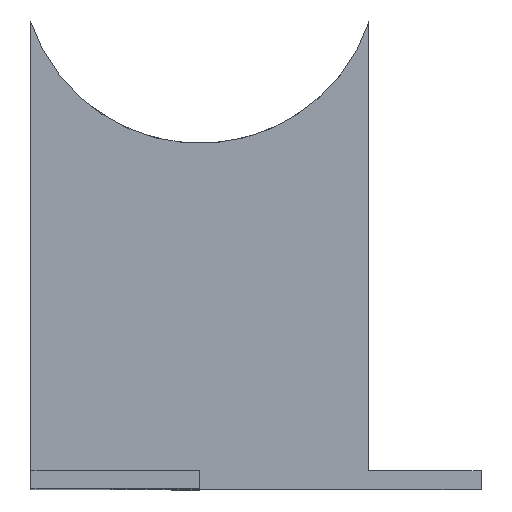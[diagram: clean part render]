
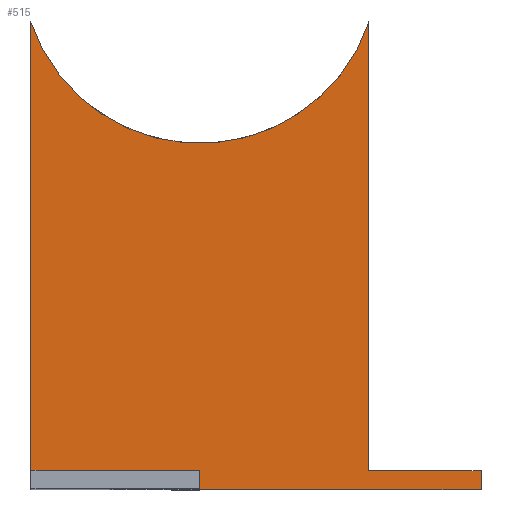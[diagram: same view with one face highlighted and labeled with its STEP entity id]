
A CAD part, top view. The second image highlights one B-rep face of the part: STEP entity #515.
In plain terms, the highlighted planar face has unit normal (0, 0, 1).
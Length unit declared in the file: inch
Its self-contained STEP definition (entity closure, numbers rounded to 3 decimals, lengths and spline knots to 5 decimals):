
#19=LINE('',#735,#67);
#23=LINE('',#743,#71);
#38=LINE('',#775,#86);
#43=LINE('',#784,#91);
#62=LINE('',#895,#110);
#65=LINE('',#900,#113);
#66=LINE('',#902,#114);
#67=VECTOR('',#602,0.3937);
#71=VECTOR('',#608,0.3937);
#86=VECTOR('',#633,0.3937);
#91=VECTOR('',#640,0.3937);
#110=VECTOR('',#703,0.3937);
#113=VECTOR('',#710,0.3937);
#114=VECTOR('',#713,0.3937);
#131=PLANE('',#578);
#171=FACE_OUTER_BOUND('',#207,.T.);
#207=EDGE_LOOP('',(#461,#462,#463,#464,#465,#466,#467,#468));
#228=CIRCLE('',#573,0.595);
#235=VERTEX_POINT('',#733);
#236=VERTEX_POINT('',#734);
#239=VERTEX_POINT('',#742);
#249=VERTEX_POINT('',#771);
#251=VERTEX_POINT('',#774);
#253=VERTEX_POINT('',#780);
#274=VERTEX_POINT('',#883);
#276=VERTEX_POINT('',#887);
#283=EDGE_CURVE('',#235,#236,#19,.T.);
#287=EDGE_CURVE('',#236,#239,#23,.T.);
#302=EDGE_CURVE('',#249,#251,#38,.T.);
#307=EDGE_CURVE('',#251,#253,#43,.T.);
#336=EDGE_CURVE('',#274,#276,#228,.T.);
#340=EDGE_CURVE('',#235,#276,#62,.T.);
#343=EDGE_CURVE('',#249,#274,#65,.T.);
#344=EDGE_CURVE('',#239,#253,#66,.T.);
#461=ORIENTED_EDGE('',*,*,#287,.T.);
#462=ORIENTED_EDGE('',*,*,#344,.T.);
#463=ORIENTED_EDGE('',*,*,#307,.F.);
#464=ORIENTED_EDGE('',*,*,#302,.F.);
#465=ORIENTED_EDGE('',*,*,#343,.T.);
#466=ORIENTED_EDGE('',*,*,#336,.T.);
#467=ORIENTED_EDGE('',*,*,#340,.F.);
#468=ORIENTED_EDGE('',*,*,#283,.T.);
#515=ADVANCED_FACE('',(#171),#131,.T.);
#573=AXIS2_PLACEMENT_3D('',#889,#694,#695);
#578=AXIS2_PLACEMENT_3D('',#901,#711,#712);
#602=DIRECTION('',(1.,0.,0.));
#608=DIRECTION('',(0.,-1.,0.));
#633=DIRECTION('',(1.,0.,0.));
#640=DIRECTION('',(0.,-1.,0.));
#694=DIRECTION('center_axis',(0.,0.,-1.));
#695=DIRECTION('ref_axis',(-1.,0.,0.));
#703=DIRECTION('',(0.,1.,0.));
#710=DIRECTION('',(0.,1.,0.));
#711=DIRECTION('center_axis',(0.,0.,1.));
#712=DIRECTION('ref_axis',(1.,0.,0.));
#713=DIRECTION('',(1.,0.,0.));
#733=CARTESIAN_POINT('',(-0.56409,0.0625,0.512));
#734=CARTESIAN_POINT('',(0.,0.0625,0.512));
#735=CARTESIAN_POINT('',(-0.28204,0.0625,0.512));
#742=CARTESIAN_POINT('',(0.,0.,0.512));
#743=CARTESIAN_POINT('',(0.,0.,0.512));
#771=CARTESIAN_POINT('',(0.56409,0.0625,0.512));
#774=CARTESIAN_POINT('',(0.93909,0.0625,0.512));
#775=CARTESIAN_POINT('',(0.56409,0.0625,0.512));
#780=CARTESIAN_POINT('',(0.93909,0.,0.512));
#784=CARTESIAN_POINT('',(0.93909,0.0625,0.512));
#883=CARTESIAN_POINT('',(0.56409,1.56071,0.512));
#887=CARTESIAN_POINT('',(-0.56409,1.56071,0.512));
#889=CARTESIAN_POINT('Origin',(0.,1.75,0.512));
#895=CARTESIAN_POINT('',(-0.56409,0.,0.512));
#900=CARTESIAN_POINT('',(0.56409,0.,0.512));
#901=CARTESIAN_POINT('Origin',(-0.56409,0.,0.512));
#902=CARTESIAN_POINT('',(-0.56409,0.,0.512));
